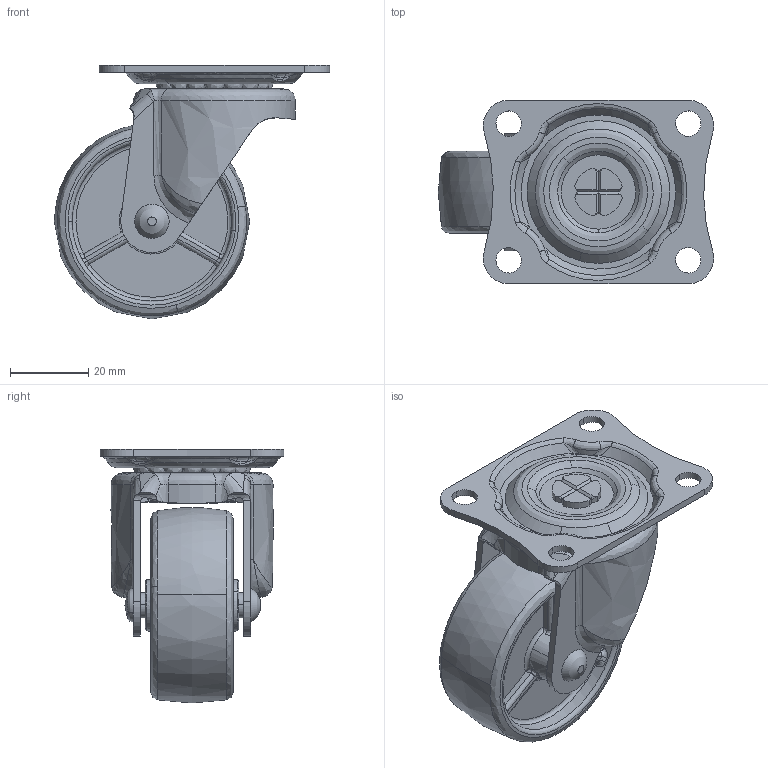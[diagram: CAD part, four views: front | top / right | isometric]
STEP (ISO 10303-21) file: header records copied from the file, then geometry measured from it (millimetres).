
FILE_DESCRIPTION((''),'2;1');
FILE_NAME('','2005-12-15T17:24:18',(''),(''),'','CADfix','');
FILE_SCHEMA(('AUTOMOTIVE_DESIGN'));
Length unit declared in the file: millimetre
Products named in the file (6): body; wheel; mounting plate; main shaft; axle; No_420_G_N50_4_31760_36
Assembly tree (5 placements, depth 2):
  No_420_G_N50_4_31760_36
    body
    wheel
    mounting plate
    main shaft
    axle
Bounding box: 70.5 x 47 x 65 mm (x, y, z)
Volume: 42847.7 mm3; surface area: 25489.1 mm2
Topology: 5 solids, 5 shells, 396 faces, 1140 edges, 765 vertices
Faces by surface type: bspline 396
Entity records: 23911 total; most frequent: CARTESIAN_POINT 17634, ORIENTED_EDGE 2276, EDGE_CURVE 1138, VERTEX_POINT 765, EDGE_LOOP 459, FACE_OUTER_BOUND 396, ADVANCED_FACE 396, B_SPLINE_CURVE_WITH_KNOTS 294
